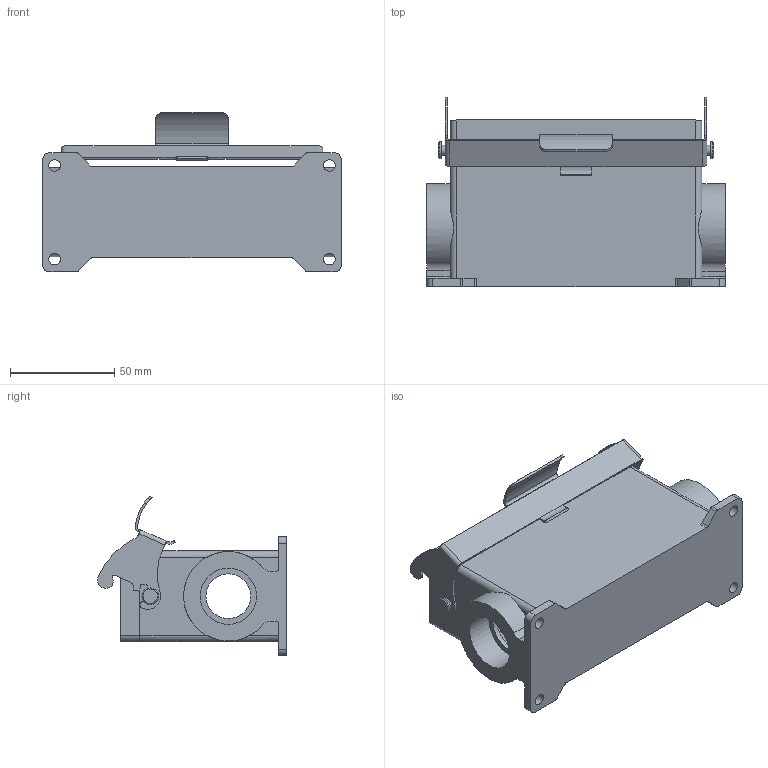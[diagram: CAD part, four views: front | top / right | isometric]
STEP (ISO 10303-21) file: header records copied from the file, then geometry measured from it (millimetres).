
FILE_DESCRIPTION (( 'STEP AP214' ), '1' );
FILE_NAME ('ZP-MC24B-2-SSM21ML.STEP', '2011-11-21T13:39:18', ( '.adc' ), ( '' ), 'SwSTEP 2.0', 'SolidWorks 2011', '' );
FILE_SCHEMA (( 'AUTOMOTIVE_DESIGN' ));
Length unit declared in the file: millimetre
Products named in the file (1): ZP-MC24B-2-SSM21ML
Bounding box: 143.5 x 90.93 x 76.45 mm (x, y, z)
Volume: 154245.8 mm3; surface area: 77072.5 mm2
Topology: 3 solids, 3 shells, 219 faces, 600 edges, 396 vertices
Faces by surface type: cylinder 118, plane 97, cone 4
Full cylindrical faces by diameter (mm): 3.3 x4, 4.669 x2, 5.5 x4, 8 x2, 21.5 x2, 27 x2
Entity records: 7485 total; most frequent: CARTESIAN_POINT 1448, DIRECTION 1216, ORIENTED_EDGE 1156, EDGE_CURVE 578, AXIS2_PLACEMENT_3D 446, VERTEX_POINT 394, VECTOR 324, LINE 324
